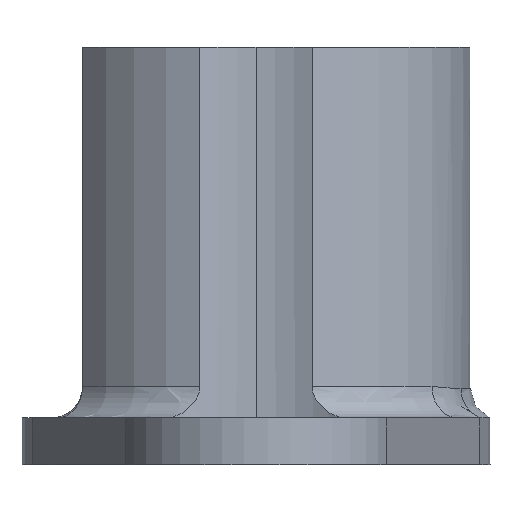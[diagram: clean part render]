
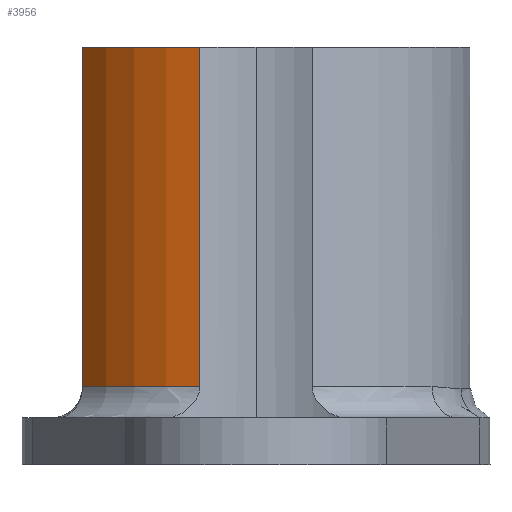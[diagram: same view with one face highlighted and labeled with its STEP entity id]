
A CAD part, left-side view. The second image highlights one B-rep face of the part: STEP entity #3956.
In plain terms, the highlighted cylindrical face has radius 5.5 mm (diameter 11 mm), a partial arc.
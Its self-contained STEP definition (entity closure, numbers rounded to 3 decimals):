
#1224 = PLANE('',#1225);
#1225 = AXIS2_PLACEMENT_3D('',#1226,#1227,#1228);
#1226 = CARTESIAN_POINT('',(0.,0.161,10.7));
#1227 = DIRECTION('',(0.,0.,1.));
#1228 = DIRECTION('',(1.,0.,0.));
#1903 = CYLINDRICAL_SURFACE('',#1904,3.5);
#1904 = AXIS2_PLACEMENT_3D('',#1905,#1906,#1907);
#1905 = CARTESIAN_POINT('',(-8.5,0.,1.2));
#1906 = DIRECTION('',(-0.,-0.,-1.));
#1907 = DIRECTION('',(1.,0.,0.));
#2154 = TOROIDAL_SURFACE('',#2155,6.3,0.8);
#2155 = AXIS2_PLACEMENT_3D('',#2156,#2157,#2158);
#2156 = CARTESIAN_POINT('',(0.,0.,2.));
#2157 = DIRECTION('',(0.,0.,-1.));
#2158 = DIRECTION('',(-0.588,0.809,0.));
#2490 = VERTEX_POINT('',#2491);
#2491 = CARTESIAN_POINT('',(-3.233,4.45,10.7));
#2505 = PLANE('',#2506);
#2506 = AXIS2_PLACEMENT_3D('',#2507,#2508,#2509);
#2507 = CARTESIAN_POINT('',(3.233,4.45,1.2));
#2508 = DIRECTION('',(0.,-1.,0.));
#2509 = DIRECTION('',(-1.,0.,0.));
#2517 = EDGE_CURVE('',#2490,#2518,#2520,.T.);
#2518 = VERTEX_POINT('',#2519);
#2519 = CARTESIAN_POINT('',(-5.309,1.437,10.7));
#2520 = SURFACE_CURVE('',#2521,(#2526,#2533),.PCURVE_S1.);
#2521 = CIRCLE('',#2522,5.5);
#2522 = AXIS2_PLACEMENT_3D('',#2523,#2524,#2525);
#2523 = CARTESIAN_POINT('',(0.,0.,10.7));
#2524 = DIRECTION('',(0.,0.,1.));
#2525 = DIRECTION('',(1.,0.,0.));
#2526 = PCURVE('',#1224,#2527);
#2527 = DEFINITIONAL_REPRESENTATION('',(#2528),#2532);
#2528 = CIRCLE('',#2529,5.5);
#2529 = AXIS2_PLACEMENT_2D('',#2530,#2531);
#2530 = CARTESIAN_POINT('',(0.,-0.161));
#2531 = DIRECTION('',(1.,0.));
#2532 = ( GEOMETRIC_REPRESENTATION_CONTEXT(2) 
PARAMETRIC_REPRESENTATION_CONTEXT() REPRESENTATION_CONTEXT('2D SPACE',''
  ) );
#2533 = PCURVE('',#2534,#2539);
#2534 = CYLINDRICAL_SURFACE('',#2535,5.5);
#2535 = AXIS2_PLACEMENT_3D('',#2536,#2537,#2538);
#2536 = CARTESIAN_POINT('',(0.,0.,1.2));
#2537 = DIRECTION('',(-0.,-0.,-1.));
#2538 = DIRECTION('',(1.,0.,0.));
#2539 = DEFINITIONAL_REPRESENTATION('',(#2540),#2544);
#2540 = LINE('',#2541,#2542);
#2541 = CARTESIAN_POINT('',(-0.,-9.5));
#2542 = VECTOR('',#2543,1.);
#2543 = DIRECTION('',(-1.,0.));
#2544 = ( GEOMETRIC_REPRESENTATION_CONTEXT(2) 
PARAMETRIC_REPRESENTATION_CONTEXT() REPRESENTATION_CONTEXT('2D SPACE',''
  ) );
#3637 = EDGE_CURVE('',#2518,#3638,#3640,.T.);
#3638 = VERTEX_POINT('',#3639);
#3639 = CARTESIAN_POINT('',(-5.309,1.437,2.));
#3640 = SURFACE_CURVE('',#3641,(#3645,#3652),.PCURVE_S1.);
#3641 = LINE('',#3642,#3643);
#3642 = CARTESIAN_POINT('',(-5.309,1.437,1.2));
#3643 = VECTOR('',#3644,1.);
#3644 = DIRECTION('',(-0.,-0.,-1.));
#3645 = PCURVE('',#1903,#3646);
#3646 = DEFINITIONAL_REPRESENTATION('',(#3647),#3651);
#3647 = LINE('',#3648,#3649);
#3648 = CARTESIAN_POINT('',(-0.423,0.));
#3649 = VECTOR('',#3650,1.);
#3650 = DIRECTION('',(-0.,1.));
#3651 = ( GEOMETRIC_REPRESENTATION_CONTEXT(2) 
PARAMETRIC_REPRESENTATION_CONTEXT() REPRESENTATION_CONTEXT('2D SPACE',''
  ) );
#3652 = PCURVE('',#2534,#3653);
#3653 = DEFINITIONAL_REPRESENTATION('',(#3654),#3658);
#3654 = LINE('',#3655,#3656);
#3655 = CARTESIAN_POINT('',(-2.877,0.));
#3656 = VECTOR('',#3657,1.);
#3657 = DIRECTION('',(-0.,1.));
#3658 = ( GEOMETRIC_REPRESENTATION_CONTEXT(2) 
PARAMETRIC_REPRESENTATION_CONTEXT() REPRESENTATION_CONTEXT('2D SPACE',''
  ) );
#3742 = VERTEX_POINT('',#3743);
#3743 = CARTESIAN_POINT('',(-3.233,4.45,2.));
#3770 = EDGE_CURVE('',#3742,#3638,#3771,.T.);
#3771 = SURFACE_CURVE('',#3772,(#3777,#3784),.PCURVE_S1.);
#3772 = CIRCLE('',#3773,5.5);
#3773 = AXIS2_PLACEMENT_3D('',#3774,#3775,#3776);
#3774 = CARTESIAN_POINT('',(0.,0.,2.));
#3775 = DIRECTION('',(0.,-0.,1.));
#3776 = DIRECTION('',(-0.588,0.809,0.));
#3777 = PCURVE('',#2154,#3778);
#3778 = DEFINITIONAL_REPRESENTATION('',(#3779),#3783);
#3779 = LINE('',#3780,#3781);
#3780 = CARTESIAN_POINT('',(-0.,3.142));
#3781 = VECTOR('',#3782,1.);
#3782 = DIRECTION('',(-1.,0.));
#3783 = ( GEOMETRIC_REPRESENTATION_CONTEXT(2) 
PARAMETRIC_REPRESENTATION_CONTEXT() REPRESENTATION_CONTEXT('2D SPACE',''
  ) );
#3784 = PCURVE('',#2534,#3785);
#3785 = DEFINITIONAL_REPRESENTATION('',(#3786),#3790);
#3786 = LINE('',#3787,#3788);
#3787 = CARTESIAN_POINT('',(-2.199,-0.8));
#3788 = VECTOR('',#3789,1.);
#3789 = DIRECTION('',(-1.,0.));
#3790 = ( GEOMETRIC_REPRESENTATION_CONTEXT(2) 
PARAMETRIC_REPRESENTATION_CONTEXT() REPRESENTATION_CONTEXT('2D SPACE',''
  ) );
#3915 = EDGE_CURVE('',#3742,#2490,#3916,.T.);
#3916 = SURFACE_CURVE('',#3917,(#3921,#3928),.PCURVE_S1.);
#3917 = LINE('',#3918,#3919);
#3918 = CARTESIAN_POINT('',(-3.233,4.45,1.2));
#3919 = VECTOR('',#3920,1.);
#3920 = DIRECTION('',(0.,0.,1.));
#3921 = PCURVE('',#2505,#3922);
#3922 = DEFINITIONAL_REPRESENTATION('',(#3923),#3927);
#3923 = LINE('',#3924,#3925);
#3924 = CARTESIAN_POINT('',(6.466,0.));
#3925 = VECTOR('',#3926,1.);
#3926 = DIRECTION('',(0.,-1.));
#3927 = ( GEOMETRIC_REPRESENTATION_CONTEXT(2) 
PARAMETRIC_REPRESENTATION_CONTEXT() REPRESENTATION_CONTEXT('2D SPACE',''
  ) );
#3928 = PCURVE('',#2534,#3929);
#3929 = DEFINITIONAL_REPRESENTATION('',(#3930),#3934);
#3930 = LINE('',#3931,#3932);
#3931 = CARTESIAN_POINT('',(-2.199,0.));
#3932 = VECTOR('',#3933,1.);
#3933 = DIRECTION('',(-0.,-1.));
#3934 = ( GEOMETRIC_REPRESENTATION_CONTEXT(2) 
PARAMETRIC_REPRESENTATION_CONTEXT() REPRESENTATION_CONTEXT('2D SPACE',''
  ) );
#3956 = ADVANCED_FACE('',(#3957),#2534,.T.);
#3957 = FACE_BOUND('',#3958,.F.);
#3958 = EDGE_LOOP('',(#3959,#3960,#3961,#3962));
#3959 = ORIENTED_EDGE('',*,*,#3770,.F.);
#3960 = ORIENTED_EDGE('',*,*,#3915,.T.);
#3961 = ORIENTED_EDGE('',*,*,#2517,.T.);
#3962 = ORIENTED_EDGE('',*,*,#3637,.T.);
